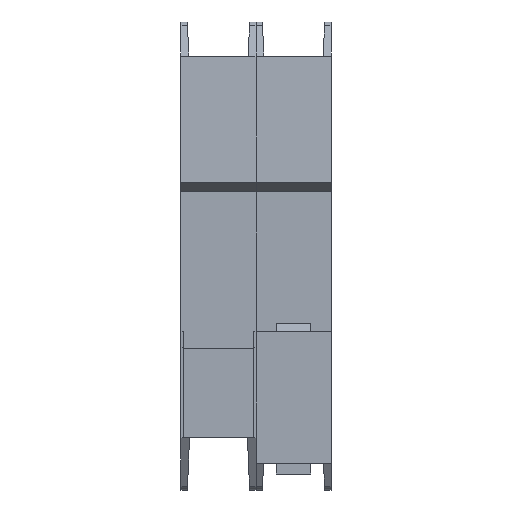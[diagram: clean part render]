
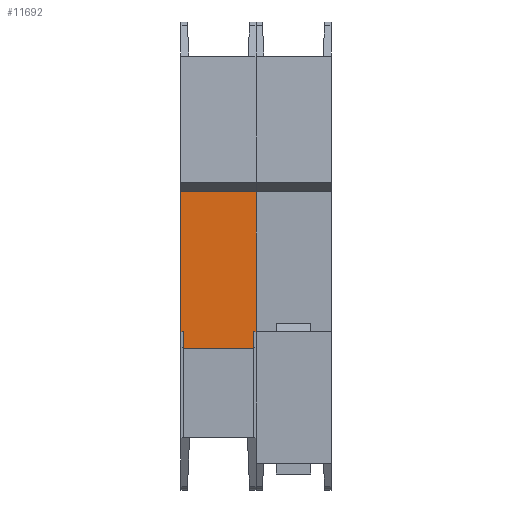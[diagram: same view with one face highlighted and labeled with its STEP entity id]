
A CAD part, front view. The second image highlights one B-rep face of the part: STEP entity #11692.
In plain terms, the highlighted planar face has unit normal (0, -1, 0).
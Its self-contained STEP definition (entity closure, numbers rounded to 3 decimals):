
#3083 = CARTESIAN_POINT ( 'NONE',  ( 17.133, 0., -64.5 ) ) ;
#3084 = DIRECTION ( 'NONE',  ( -1., 0., 0. ) ) ;
#3085 = VECTOR ( 'NONE', #3084, 1000. ) ;
#3086 = CARTESIAN_POINT ( 'NONE',  ( 17.633, 0., -64.5 ) ) ;
#3087 = LINE ( 'NONE', #3086, #3085 ) ;
#3088 = CARTESIAN_POINT ( 'NONE',  ( 0.5, 0., -64.5 ) ) ;
#3089 = DIRECTION ( 'NONE',  ( 0., 0., 1. ) ) ;
#3090 = VECTOR ( 'NONE', #3089, 1000. ) ;
#3091 = CARTESIAN_POINT ( 'NONE',  ( 0.5, 0., -64.5 ) ) ;
#3092 = LINE ( 'NONE', #3091, #3090 ) ;
#3093 = CARTESIAN_POINT ( 'NONE',  ( 0.5, 0., -60.5 ) ) ;
#3094 = DIRECTION ( 'NONE',  ( -1., 0., 0. ) ) ;
#3095 = VECTOR ( 'NONE', #3094, 1000. ) ;
#3096 = CARTESIAN_POINT ( 'NONE',  ( 0.5, 0., -60.5 ) ) ;
#3097 = LINE ( 'NONE', #3096, #3095 ) ;
#3098 = CARTESIAN_POINT ( 'NONE',  ( 0., 0., -60.5 ) ) ;
#3099 = DIRECTION ( 'NONE',  ( 0., 0., -1. ) ) ;
#3100 = VECTOR ( 'NONE', #3099, 1000. ) ;
#3101 = CARTESIAN_POINT ( 'NONE',  ( 0., 0., -64.5 ) ) ;
#3102 = LINE ( 'NONE', #3101, #3100 ) ;
#3103 = CARTESIAN_POINT ( 'NONE',  ( 0., 0., -25.53 ) ) ;
#3104 = DIRECTION ( 'NONE',  ( -1., 0., 0. ) ) ;
#3105 = VECTOR ( 'NONE', #3104, 1000. ) ;
#3106 = CARTESIAN_POINT ( 'NONE',  ( 0.5, 0., -25.53 ) ) ;
#3107 = LINE ( 'NONE', #3106, #3105 ) ;
#3114 = CARTESIAN_POINT ( 'NONE',  ( 17.633, 0., -25.53 ) ) ;
#3115 = CARTESIAN_POINT ( 'NONE',  ( 17.133, 0., -25.53 ) ) ;
#3116 = DIRECTION ( 'NONE',  ( 1., 0., 0. ) ) ;
#3117 = VECTOR ( 'NONE', #3116, 1000. ) ;
#3118 = CARTESIAN_POINT ( 'NONE',  ( 17.133, 0., -25.53 ) ) ;
#3119 = LINE ( 'NONE', #3118, #3117 ) ;
#3120 = DIRECTION ( 'NONE',  ( 0., 0., 1. ) ) ;
#3121 = DIRECTION ( 'NONE',  ( 0., 1., 0. ) ) ;
#3122 = CARTESIAN_POINT ( 'NONE',  ( 17.633, 0., -64.5 ) ) ;
#3123 = AXIS2_PLACEMENT_3D ( 'NONE', #3122, #3121, #3120 ) ;
#3124 = PLANE ( 'NONE',  #3123 ) ;
#3139 = FACE_OUTER_BOUND ( 'NONE', #11693, .T. ) ;
#3155 = CARTESIAN_POINT ( 'NONE',  ( 0.5, 0., -25.53 ) ) ;
#3156 = DIRECTION ( 'NONE',  ( 0., 0., 1. ) ) ;
#3157 = VECTOR ( 'NONE', #3156, 1000. ) ;
#3158 = CARTESIAN_POINT ( 'NONE',  ( 0.5, 0., -21.4 ) ) ;
#3159 = LINE ( 'NONE', #3158, #3157 ) ;
#3160 = CARTESIAN_POINT ( 'NONE',  ( 0.5, 0., -25.4 ) ) ;
#3161 = DIRECTION ( 'NONE',  ( -1., 0., 0. ) ) ;
#3162 = VECTOR ( 'NONE', #3161, 1000. ) ;
#3163 = CARTESIAN_POINT ( 'NONE',  ( 17.633, 0., -25.4 ) ) ;
#3164 = LINE ( 'NONE', #3163, #3162 ) ;
#3165 = CARTESIAN_POINT ( 'NONE',  ( 17.133, 0., -25.4 ) ) ;
#3166 = DIRECTION ( 'NONE',  ( 0., 0., 1. ) ) ;
#3167 = VECTOR ( 'NONE', #3166, 1000. ) ;
#3168 = CARTESIAN_POINT ( 'NONE',  ( 17.133, 0., -21.4 ) ) ;
#3169 = LINE ( 'NONE', #3168, #3167 ) ;
#3233 = DIRECTION ( 'NONE',  ( 0., 0., -1. ) ) ;
#3234 = VECTOR ( 'NONE', #3233, 1000. ) ;
#3235 = CARTESIAN_POINT ( 'NONE',  ( 17.633, 0., -64.5 ) ) ;
#3236 = LINE ( 'NONE', #3235, #3234 ) ;
#3238 = CARTESIAN_POINT ( 'NONE',  ( 17.633, 0., -60.5 ) ) ;
#3239 = DIRECTION ( 'NONE',  ( 1., 0., 0. ) ) ;
#3241 = VECTOR ( 'NONE', #3239, 1000. ) ;
#3242 = CARTESIAN_POINT ( 'NONE',  ( 17.133, 0., -60.5 ) ) ;
#3243 = LINE ( 'NONE', #3242, #3241 ) ;
#3244 = CARTESIAN_POINT ( 'NONE',  ( 17.133, 0., -60.5 ) ) ;
#3245 = DIRECTION ( 'NONE',  ( 0., 0., 1. ) ) ;
#3246 = VECTOR ( 'NONE', #3245, 1000. ) ;
#3247 = CARTESIAN_POINT ( 'NONE',  ( 17.133, 0., -64.5 ) ) ;
#3248 = LINE ( 'NONE', #3247, #3246 ) ;
#11677 = ORIENTED_EDGE ( 'NONE', *, *, #11678, .T. ) ;
#11678 = EDGE_CURVE ( 'NONE', #11706, #11679, #3107, .T. ) ;
#11679 = VERTEX_POINT ( 'NONE', #3103 ) ;
#11680 = ORIENTED_EDGE ( 'NONE', *, *, #11681, .T. ) ;
#11681 = EDGE_CURVE ( 'NONE', #11679, #11682, #3102, .T. ) ;
#11682 = VERTEX_POINT ( 'NONE', #3098 ) ;
#11683 = ORIENTED_EDGE ( 'NONE', *, *, #11684, .F. ) ;
#11684 = EDGE_CURVE ( 'NONE', #11685, #11682, #3097, .T. ) ;
#11685 = VERTEX_POINT ( 'NONE', #3093 ) ;
#11686 = ORIENTED_EDGE ( 'NONE', *, *, #11687, .F. ) ;
#11687 = EDGE_CURVE ( 'NONE', #11688, #11685, #3092, .T. ) ;
#11688 = VERTEX_POINT ( 'NONE', #3088 ) ;
#11689 = ORIENTED_EDGE ( 'NONE', *, *, #11690, .F. ) ;
#11690 = EDGE_CURVE ( 'NONE', #11691, #11688, #3087, .T. ) ;
#11691 = VERTEX_POINT ( 'NONE', #3083 ) ;
#11692 = ADVANCED_FACE ( 'NONE', ( #3139 ), #3124, .F. ) ;
#11693 = EDGE_LOOP ( 'NONE', ( #11694, #11698, #11701, #11704, #11677, #11680, #11683, #11686, #11689, #11750, #11753, #11756 ) ) ;
#11694 = ORIENTED_EDGE ( 'NONE', *, *, #11695, .F. ) ;
#11695 = EDGE_CURVE ( 'NONE', #11696, #11697, #3119, .T. ) ;
#11696 = VERTEX_POINT ( 'NONE', #3115 ) ;
#11697 = VERTEX_POINT ( 'NONE', #3114 ) ;
#11698 = ORIENTED_EDGE ( 'NONE', *, *, #11699, .T. ) ;
#11699 = EDGE_CURVE ( 'NONE', #11696, #11700, #3169, .T. ) ;
#11700 = VERTEX_POINT ( 'NONE', #3165 ) ;
#11701 = ORIENTED_EDGE ( 'NONE', *, *, #11702, .T. ) ;
#11702 = EDGE_CURVE ( 'NONE', #11700, #11703, #3164, .T. ) ;
#11703 = VERTEX_POINT ( 'NONE', #3160 ) ;
#11704 = ORIENTED_EDGE ( 'NONE', *, *, #11705, .F. ) ;
#11705 = EDGE_CURVE ( 'NONE', #11706, #11703, #3159, .T. ) ;
#11706 = VERTEX_POINT ( 'NONE', #3155 ) ;
#11750 = ORIENTED_EDGE ( 'NONE', *, *, #11751, .T. ) ;
#11751 = EDGE_CURVE ( 'NONE', #11691, #11752, #3248, .T. ) ;
#11752 = VERTEX_POINT ( 'NONE', #3244 ) ;
#11753 = ORIENTED_EDGE ( 'NONE', *, *, #11754, .T. ) ;
#11754 = EDGE_CURVE ( 'NONE', #11752, #11755, #3243, .T. ) ;
#11755 = VERTEX_POINT ( 'NONE', #3238 ) ;
#11756 = ORIENTED_EDGE ( 'NONE', *, *, #11757, .F. ) ;
#11757 = EDGE_CURVE ( 'NONE', #11697, #11755, #3236, .T. ) ;
